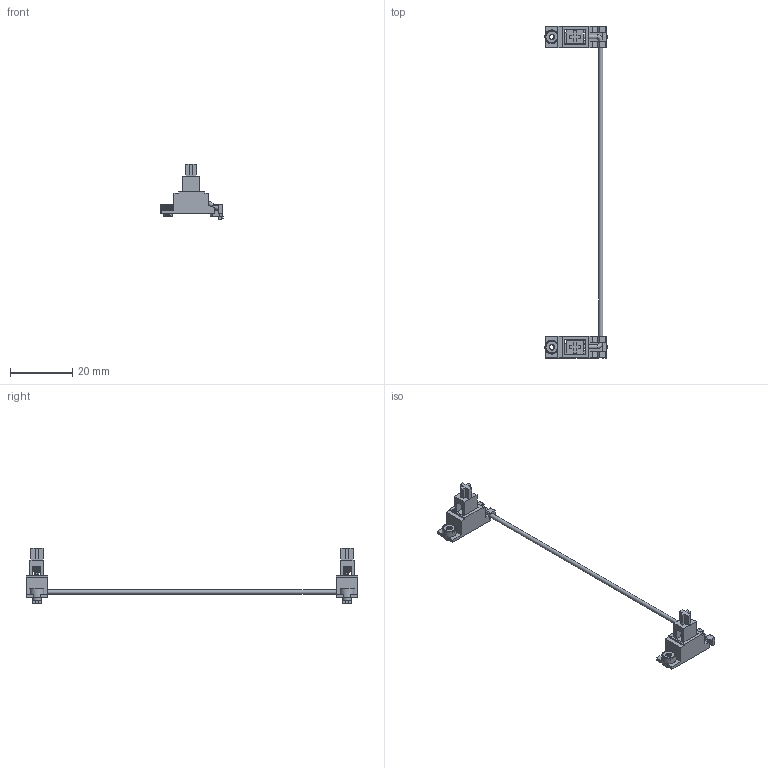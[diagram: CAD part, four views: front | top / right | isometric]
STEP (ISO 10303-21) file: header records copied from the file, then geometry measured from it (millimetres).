
FILE_DESCRIPTION(/* description */ ('STEP AP242','CAx-IF Rec.Pracs.---Representation and Presentation of Product Manufacturing Information (PMI)---4.0---2014-10-13','CAx-IF Rec.Pracs.---3D Tessellated Geometry---0.4---2014-09-14','2;1'),/* implementation_level */ '2;1');
FILE_NAME(/* name */ '6625967e98b9794f33cc128f',/* time_stamp */ '2024-04-21T22:43:11Z',/* author */ (''),/* organization */ (''),/* preprocessor_version */ 'ST-DEVELOPER v20',/* originating_system */ ' ',/* authorisation */ ' ');
FILE_SCHEMA (('AP242_MANAGED_MODEL_BASED_3D_ENGINEERING_MIM_LF { 1 0 10303 442 1 1 4 }'));
Length unit declared in the file: metre
Products named in the file (5): 6.25U Stabilizer; Stabilizer Housing; M2 Insert; Stabilizer Insert; 6.25U Stabilizer Bar
Assembly tree (7 placements, depth 2):
  6.25U Stabilizer
    Stabilizer Housing  x2
    M2 Insert  x2
    Stabilizer Insert  x2
    6.25U Stabilizer Bar
Bounding box: 20.12 x 107.01 x 17.79 mm (x, y, z)
Volume: 1127.4 mm3; surface area: 3019.4 mm2
Topology: 7 solids, 7 shells, 627 faces, 1830 edges, 1215 vertices
Faces by surface type: cylinder 321, plane 294, bspline 6, torus 4, cone 2
Full cylindrical faces by diameter (mm): 1.35 x3, 2 x2, 2.75 x2
Entity records: 12307 total; most frequent: CARTESIAN_POINT 3512, DIRECTION 1877, ORIENTED_EDGE 1824, EDGE_CURVE 912, AXIS2_PLACEMENT_3D 654, VERTEX_POINT 610, LINE 569, VECTOR 569
